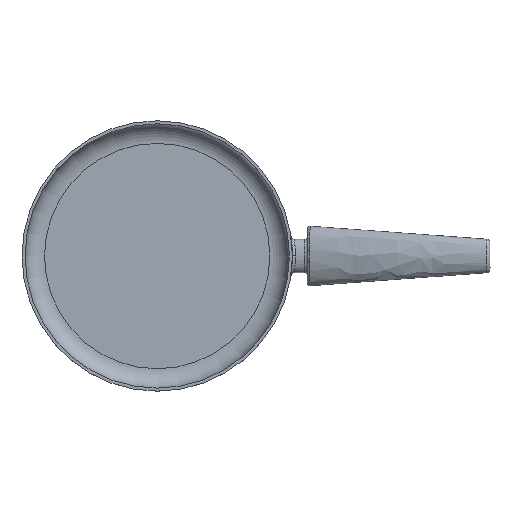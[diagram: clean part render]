
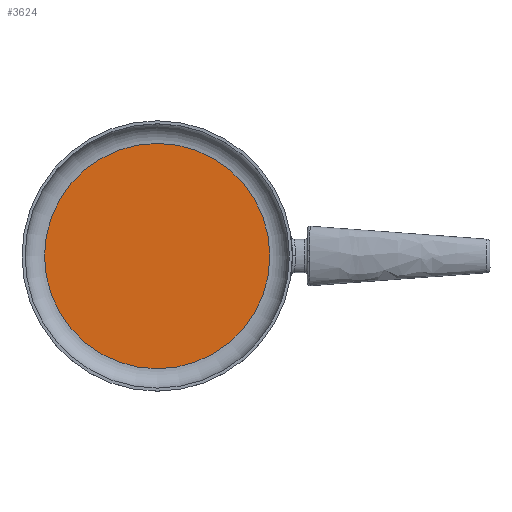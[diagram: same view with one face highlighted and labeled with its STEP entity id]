
A CAD part, top view. The second image highlights one B-rep face of the part: STEP entity #3624.
In plain terms, the highlighted planar face has unit normal (0, 0, 1).
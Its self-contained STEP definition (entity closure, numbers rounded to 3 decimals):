
#3555 = TOROIDAL_SURFACE('',#3556,75.,13.);
#3556 = AXIS2_PLACEMENT_3D('',#3557,#3558,#3559);
#3557 = CARTESIAN_POINT('',(0.,0.,15.));
#3558 = DIRECTION('',(0.,0.,1.));
#3559 = DIRECTION('',(1.,0.,0.));
#3573 = VERTEX_POINT('',#3574);
#3574 = CARTESIAN_POINT('',(75.,0.,2.));
#3596 = EDGE_CURVE('',#3573,#3573,#3597,.T.);
#3597 = SURFACE_CURVE('',#3598,(#3603,#3610),.PCURVE_S1.);
#3598 = CIRCLE('',#3599,75.);
#3599 = AXIS2_PLACEMENT_3D('',#3600,#3601,#3602);
#3600 = CARTESIAN_POINT('',(0.,0.,2.));
#3601 = DIRECTION('',(0.,0.,-1.));
#3602 = DIRECTION('',(1.,0.,0.));
#3603 = PCURVE('',#3555,#3604);
#3604 = DEFINITIONAL_REPRESENTATION('',(#3605),#3609);
#3605 = LINE('',#3606,#3607);
#3606 = CARTESIAN_POINT('',(0.,4.712));
#3607 = VECTOR('',#3608,1.);
#3608 = DIRECTION('',(-1.,0.));
#3609 = ( GEOMETRIC_REPRESENTATION_CONTEXT(2) 
PARAMETRIC_REPRESENTATION_CONTEXT() REPRESENTATION_CONTEXT('2D SPACE',''
  ) );
#3610 = PCURVE('',#3611,#3616);
#3611 = PLANE('',#3612);
#3612 = AXIS2_PLACEMENT_3D('',#3613,#3614,#3615);
#3613 = CARTESIAN_POINT('',(0.,0.,2.));
#3614 = DIRECTION('',(0.,0.,-1.));
#3615 = DIRECTION('',(1.,0.,0.));
#3616 = DEFINITIONAL_REPRESENTATION('',(#3617),#3621);
#3617 = CIRCLE('',#3618,75.);
#3618 = AXIS2_PLACEMENT_2D('',#3619,#3620);
#3619 = CARTESIAN_POINT('',(0.,0.));
#3620 = DIRECTION('',(1.,0.));
#3621 = ( GEOMETRIC_REPRESENTATION_CONTEXT(2) 
PARAMETRIC_REPRESENTATION_CONTEXT() REPRESENTATION_CONTEXT('2D SPACE',''
  ) );
#3624 = ADVANCED_FACE('',(#3625),#3611,.F.);
#3625 = FACE_BOUND('',#3626,.T.);
#3626 = EDGE_LOOP('',(#3627));
#3627 = ORIENTED_EDGE('',*,*,#3596,.F.);
